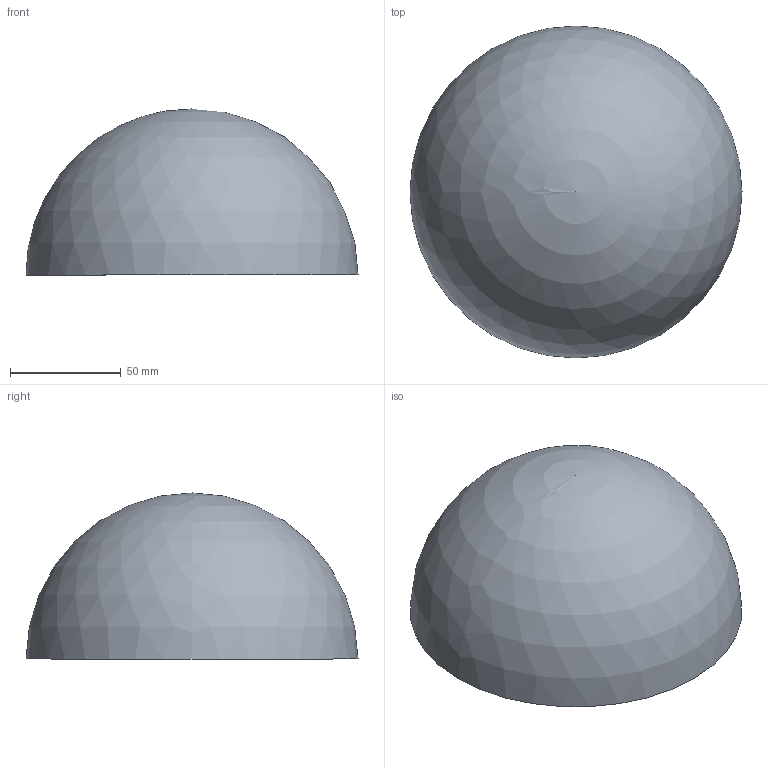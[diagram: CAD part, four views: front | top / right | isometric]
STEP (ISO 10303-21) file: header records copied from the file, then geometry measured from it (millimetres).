
FILE_DESCRIPTION (( 'STEP AP203' ), '1' );
FILE_NAME ('620150-VA.step', '2020-07-15T11:52:14', ( '' ), ( '' ), 'SwSTEP 2.0', 'SolidWorks 2018', '' );
FILE_SCHEMA (( 'CONFIG_CONTROL_DESIGN' ));
Length unit declared in the file: millimetre
Products named in the file (1): 620150-VA
Bounding box: 150 x 150 x 75 mm (x, y, z)
Volume: 68817.5 mm3; surface area: 69760.3 mm2
Topology: 1 solids, 1 shells, 213 faces, 566 edges, 378 vertices
Faces by surface type: plane 98, bspline 89, sphere 26
Entity records: 10500 total; most frequent: CARTESIAN_POINT 5552, ORIENTED_EDGE 1124, DIRECTION 832, EDGE_CURVE 562, VERTEX_POINT 376, AXIS2_PLACEMENT_3D 323, EDGE_LOOP 238, ADVANCED_FACE 213
